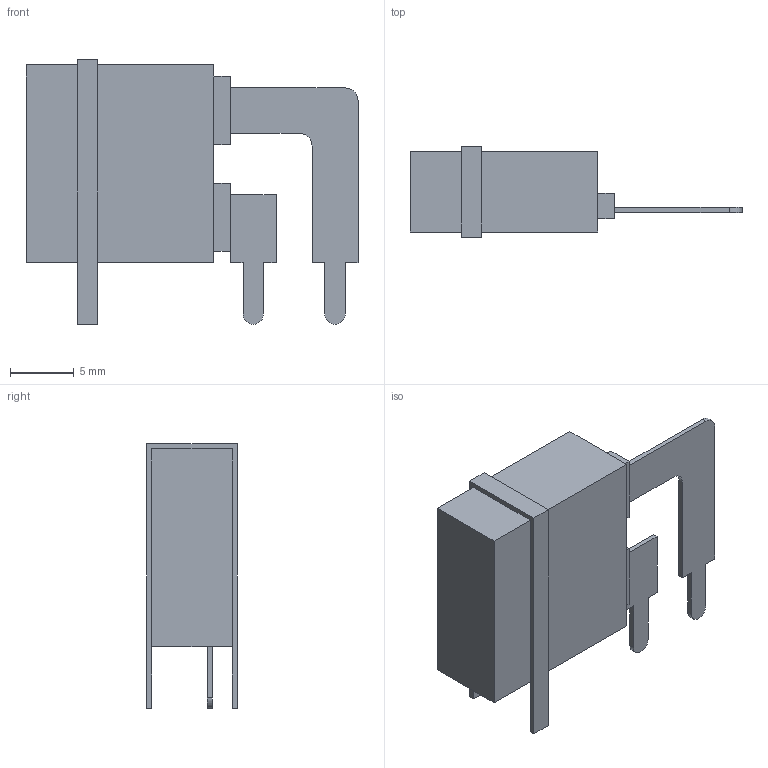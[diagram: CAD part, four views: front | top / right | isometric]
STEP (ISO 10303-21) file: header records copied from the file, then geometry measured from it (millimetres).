
FILE_DESCRIPTION(('FreeCAD Model'),'2;1');
FILE_NAME('Open CASCADE Shape Model','2023-09-12T21:41:04',(''),(''), 'Open CASCADE STEP processor 7.6','FreeCAD','Unknown');
FILE_SCHEMA(('AUTOMOTIVE_DESIGN { 1 0 10303 214 1 1 1 1 }'));
Length unit declared in the file: millimetre
Products named in the file (1): Body
Bounding box: 26 x 7.1 x 20.7 mm (x, y, z)
Volume: 1536.2 mm3; surface area: 1185.9 mm2
Topology: 1 solids, 1 shells, 51 faces, 132 edges, 86 vertices
Faces by surface type: plane 47, cylinder 4
Entity records: 1548 total; most frequent: CARTESIAN_POINT 270, ORIENTED_EDGE 264, DIRECTION 244, EDGE_CURVE 132, LINE 124, VECTOR 124, VERTEX_POINT 86, AXIS2_PLACEMENT_3D 60
